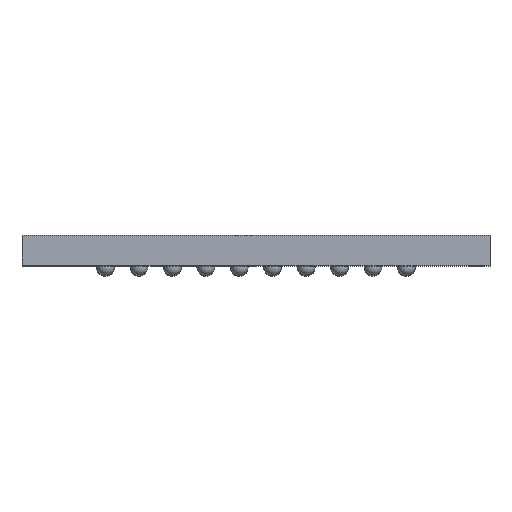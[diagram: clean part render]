
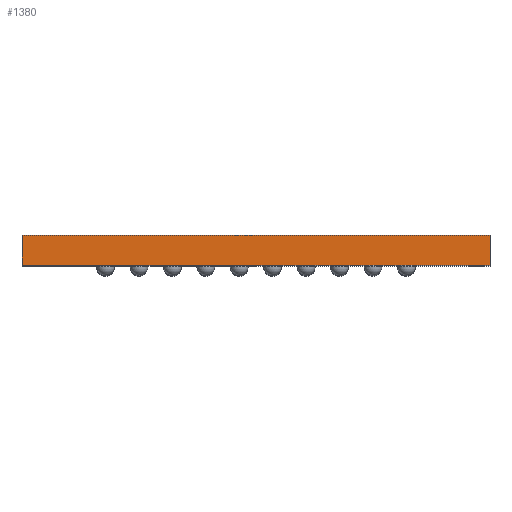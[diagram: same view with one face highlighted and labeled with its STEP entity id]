
A CAD part, top view. The second image highlights one B-rep face of the part: STEP entity #1380.
In plain terms, the highlighted planar face has unit normal (0, 0, 1).
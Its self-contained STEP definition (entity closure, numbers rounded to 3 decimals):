
#146 = EDGE_CURVE ( 'NONE', #6067, #2074, #5822, .T. ) ;
#936 = VECTOR ( 'NONE', #11907, 1000. ) ;
#1034 = VECTOR ( 'NONE', #16741, 1000. ) ;
#1380 = ADVANCED_FACE ( 'NONE', ( #2524 ), #16369, .T. ) ;
#1824 = VERTEX_POINT ( 'NONE', #9420 ) ;
#2074 = VERTEX_POINT ( 'NONE', #13597 ) ;
#2323 = VECTOR ( 'NONE', #12582, 1000. ) ;
#2524 = FACE_OUTER_BOUND ( 'NONE', #9851, .T. ) ;
#2934 = EDGE_CURVE ( 'NONE', #11872, #1824, #6938, .T. ) ;
#5229 = CARTESIAN_POINT ( 'NONE',  ( -7., 1.2, 9. ) ) ;
#5808 = EDGE_CURVE ( 'NONE', #6067, #11872, #12680, .T. ) ;
#5822 = LINE ( 'NONE', #5229, #936 ) ;
#5876 = ORIENTED_EDGE ( 'NONE', *, *, #5808, .F. ) ;
#6067 = VERTEX_POINT ( 'NONE', #15626 ) ;
#6075 = VECTOR ( 'NONE', #9279, 1000. ) ;
#6465 = LINE ( 'NONE', #8150, #6075 ) ;
#6938 = LINE ( 'NONE', #14110, #1034 ) ;
#7254 = DIRECTION ( 'NONE',  ( 0., 0., 1. ) ) ;
#7329 = ORIENTED_EDGE ( 'NONE', *, *, #2934, .F. ) ;
#8150 = CARTESIAN_POINT ( 'NONE',  ( -7., 1.2, 9. ) ) ;
#9163 = ORIENTED_EDGE ( 'NONE', *, *, #13419, .T. ) ;
#9279 = DIRECTION ( 'NONE',  ( 0., -1., 0. ) ) ;
#9420 = CARTESIAN_POINT ( 'NONE',  ( -7., 0.31, 9. ) ) ;
#9851 = EDGE_LOOP ( 'NONE', ( #7329, #5876, #14156, #9163 ) ) ;
#9892 = CARTESIAN_POINT ( 'NONE',  ( -7., 1.2, 9. ) ) ;
#11114 = DIRECTION ( 'NONE',  ( 1., 0., 0. ) ) ;
#11255 = CARTESIAN_POINT ( 'NONE',  ( 7., 1.2, 9. ) ) ;
#11279 = AXIS2_PLACEMENT_3D ( 'NONE', #9892, #7254, #11114 ) ;
#11872 = VERTEX_POINT ( 'NONE', #13869 ) ;
#11907 = DIRECTION ( 'NONE',  ( -1., 0., 0. ) ) ;
#12582 = DIRECTION ( 'NONE',  ( 0., -1., 0. ) ) ;
#12680 = LINE ( 'NONE', #11255, #2323 ) ;
#13419 = EDGE_CURVE ( 'NONE', #2074, #1824, #6465, .T. ) ;
#13597 = CARTESIAN_POINT ( 'NONE',  ( -7., 1.2, 9. ) ) ;
#13869 = CARTESIAN_POINT ( 'NONE',  ( 7., 0.31, 9. ) ) ;
#14110 = CARTESIAN_POINT ( 'NONE',  ( -7., 0.31, 9. ) ) ;
#14156 = ORIENTED_EDGE ( 'NONE', *, *, #146, .T. ) ;
#15626 = CARTESIAN_POINT ( 'NONE',  ( 7., 1.2, 9. ) ) ;
#16369 = PLANE ( 'NONE',  #11279 ) ;
#16741 = DIRECTION ( 'NONE',  ( -1., 0., 0. ) ) ;
